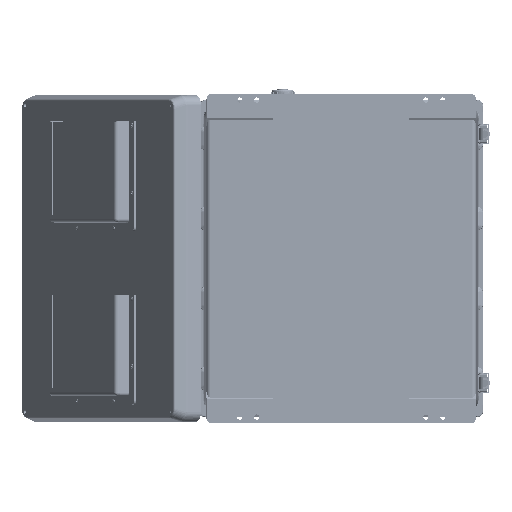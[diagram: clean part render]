
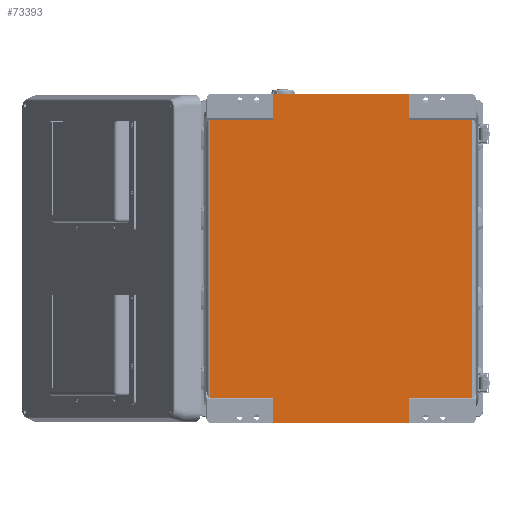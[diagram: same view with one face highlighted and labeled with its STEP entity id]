
A CAD part, front view. The second image highlights one B-rep face of the part: STEP entity #73393.
In plain terms, the highlighted planar face has unit normal (0, -1, 0).
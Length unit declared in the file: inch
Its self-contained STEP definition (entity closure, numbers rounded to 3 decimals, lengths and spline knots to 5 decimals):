
#1517 = DIRECTION ( 'NONE',  ( -1., 0., 0. ) ) ;
#2395 = CARTESIAN_POINT ( 'NONE',  ( 8.11811, 0.05906, 0. ) ) ;
#2415 = VECTOR ( 'NONE', #67561, 39.37008 ) ;
#4133 = LINE ( 'NONE', #97013, #2415 ) ;
#8153 = VERTEX_POINT ( 'NONE', #161505 ) ;
#10397 = LINE ( 'NONE', #170209, #53455 ) ;
#11120 = EDGE_CURVE ( 'NONE', #87663, #20462, #26259, .T. ) ;
#12154 = CARTESIAN_POINT ( 'NONE',  ( -4.03163, 0.05906, -20.34606 ) ) ;
#13363 = FACE_OUTER_BOUND ( 'NONE', #141750, .T. ) ;
#13750 = EDGE_CURVE ( 'NONE', #8153, #60393, #4133, .T. ) ;
#14271 = DIRECTION ( 'NONE',  ( 0., 0., 1. ) ) ;
#16798 = DIRECTION ( 'NONE',  ( 0., 0., -1. ) ) ;
#20462 = VERTEX_POINT ( 'NONE', #47971 ) ;
#24704 = LINE ( 'NONE', #130632, #158078 ) ;
#26259 = LINE ( 'NONE', #76594, #71110 ) ;
#27034 = VERTEX_POINT ( 'NONE', #125935 ) ;
#30713 = CARTESIAN_POINT ( 'NONE',  ( 4.03163, 0.05906, -20.34606 ) ) ;
#35781 = DIRECTION ( 'NONE',  ( 1., 0., 0. ) ) ;
#36008 = ORIENTED_EDGE ( 'NONE', *, *, #58392, .T. ) ;
#36639 = CARTESIAN_POINT ( 'NONE',  ( -8.11811, 0.05906, -1.51961 ) ) ;
#37267 = VERTEX_POINT ( 'NONE', #168128 ) ;
#37493 = ORIENTED_EDGE ( 'NONE', *, *, #11120, .F. ) ;
#39075 = DIRECTION ( 'NONE',  ( 0., 0., -1. ) ) ;
#39413 = CARTESIAN_POINT ( 'NONE',  ( 7.73754, 0.05906, -17.96858 ) ) ;
#40805 = EDGE_CURVE ( 'NONE', #60393, #110490, #147427, .T. ) ;
#43339 = VERTEX_POINT ( 'NONE', #77298 ) ;
#43464 = CARTESIAN_POINT ( 'NONE',  ( 4.03163, 0.05906, 0. ) ) ;
#43791 = EDGE_CURVE ( 'NONE', #119772, #104394, #51888, .T. ) ;
#43908 = VECTOR ( 'NONE', #16798, 39.37008 ) ;
#47703 = LINE ( 'NONE', #141496, #95986 ) ;
#47971 = CARTESIAN_POINT ( 'NONE',  ( -7.73754, 0.05906, -1.51961 ) ) ;
#49465 = DIRECTION ( 'NONE',  ( 0., 0., 1. ) ) ;
#51888 = LINE ( 'NONE', #132673, #63596 ) ;
#53455 = VECTOR ( 'NONE', #49465, 39.37008 ) ;
#53604 = ORIENTED_EDGE ( 'NONE', *, *, #43791, .F. ) ;
#54302 = ORIENTED_EDGE ( 'NONE', *, *, #154964, .T. ) ;
#55376 = ORIENTED_EDGE ( 'NONE', *, *, #120437, .F. ) ;
#55860 = CARTESIAN_POINT ( 'NONE',  ( 8.11811, 0.05906, -1.51961 ) ) ;
#58330 = CARTESIAN_POINT ( 'NONE',  ( -8.11811, 0.05906, -17.96858 ) ) ;
#58392 = EDGE_CURVE ( 'NONE', #43339, #104394, #117232, .T. ) ;
#60393 = VERTEX_POINT ( 'NONE', #43464 ) ;
#63596 = VECTOR ( 'NONE', #1517, 39.37008 ) ;
#65331 = DIRECTION ( 'NONE',  ( 0., 0., 1. ) ) ;
#65656 = ORIENTED_EDGE ( 'NONE', *, *, #13750, .T. ) ;
#67561 = DIRECTION ( 'NONE',  ( 0., 0., 1. ) ) ;
#69772 = VECTOR ( 'NONE', #85190, 39.37008 ) ;
#70982 = ORIENTED_EDGE ( 'NONE', *, *, #40805, .T. ) ;
#71110 = VECTOR ( 'NONE', #65331, 39.37008 ) ;
#73385 = VERTEX_POINT ( 'NONE', #39413 ) ;
#73393 = ADVANCED_FACE ( 'NONE', ( #13363 ), #147081, .F. ) ;
#73581 = EDGE_CURVE ( 'NONE', #20462, #85571, #90422, .T. ) ;
#73768 = DIRECTION ( 'NONE',  ( -1., 0., 0. ) ) ;
#74220 = ORIENTED_EDGE ( 'NONE', *, *, #144154, .T. ) ;
#76594 = CARTESIAN_POINT ( 'NONE',  ( -7.73754, 0.05906, -1.51961 ) ) ;
#77298 = CARTESIAN_POINT ( 'NONE',  ( -4.03163, 0.05906, -17.96858 ) ) ;
#81206 = ORIENTED_EDGE ( 'NONE', *, *, #73581, .F. ) ;
#81920 = DIRECTION ( 'NONE',  ( 0., 0., 1. ) ) ;
#85190 = DIRECTION ( 'NONE',  ( 1., 0., 0. ) ) ;
#85571 = VERTEX_POINT ( 'NONE', #149744 ) ;
#87663 = VERTEX_POINT ( 'NONE', #97210 ) ;
#89585 = VECTOR ( 'NONE', #39075, 39.37008 ) ;
#90422 = LINE ( 'NONE', #36639, #101303 ) ;
#93346 = VECTOR ( 'NONE', #145196, 39.37008 ) ;
#93646 = CARTESIAN_POINT ( 'NONE',  ( -4.03163, 0.05906, 0. ) ) ;
#94935 = DIRECTION ( 'NONE',  ( 0., 1., 0. ) ) ;
#95986 = VECTOR ( 'NONE', #73768, 39.37008 ) ;
#97013 = CARTESIAN_POINT ( 'NONE',  ( 4.03163, 0.05906, 0.85787 ) ) ;
#97210 = CARTESIAN_POINT ( 'NONE',  ( -7.73754, 0.05906, -17.96858 ) ) ;
#98558 = CARTESIAN_POINT ( 'NONE',  ( 8.11811, 0.05906, -1.51961 ) ) ;
#101303 = VECTOR ( 'NONE', #35781, 39.37008 ) ;
#102591 = ORIENTED_EDGE ( 'NONE', *, *, #168503, .T. ) ;
#104394 = VERTEX_POINT ( 'NONE', #127967 ) ;
#110490 = VERTEX_POINT ( 'NONE', #93646 ) ;
#113817 = LINE ( 'NONE', #58330, #69772 ) ;
#117232 = LINE ( 'NONE', #12154, #89585 ) ;
#119772 = VERTEX_POINT ( 'NONE', #123131 ) ;
#120437 = EDGE_CURVE ( 'NONE', #37267, #119772, #124425, .T. ) ;
#120967 = ORIENTED_EDGE ( 'NONE', *, *, #161393, .F. ) ;
#123131 = CARTESIAN_POINT ( 'NONE',  ( 4.03163, 0.05906, -19.48819 ) ) ;
#124425 = LINE ( 'NONE', #30713, #43908 ) ;
#124619 = LINE ( 'NONE', #98558, #126598 ) ;
#125935 = CARTESIAN_POINT ( 'NONE',  ( 7.73754, 0.05906, -1.51961 ) ) ;
#126598 = VECTOR ( 'NONE', #151551, 39.37008 ) ;
#127967 = CARTESIAN_POINT ( 'NONE',  ( -4.03163, 0.05906, -19.48819 ) ) ;
#130632 = CARTESIAN_POINT ( 'NONE',  ( 7.73754, 0.05906, -1.51961 ) ) ;
#132673 = CARTESIAN_POINT ( 'NONE',  ( 8.11811, 0.05906, -19.48819 ) ) ;
#133168 = EDGE_CURVE ( 'NONE', #85571, #110490, #10397, .T. ) ;
#141496 = CARTESIAN_POINT ( 'NONE',  ( 8.11811, 0.05906, -17.96858 ) ) ;
#141750 = EDGE_LOOP ( 'NONE', ( #37493, #54302, #36008, #53604, #55376, #120967, #74220, #102591, #65656, #70982, #162566, #81206 ) ) ;
#144154 = EDGE_CURVE ( 'NONE', #73385, #27034, #24704, .T. ) ;
#145196 = DIRECTION ( 'NONE',  ( -1., 0., 0. ) ) ;
#147081 = PLANE ( 'NONE',  #162392 ) ;
#147427 = LINE ( 'NONE', #2395, #93346 ) ;
#149744 = CARTESIAN_POINT ( 'NONE',  ( -4.03163, 0.05906, -1.51961 ) ) ;
#151551 = DIRECTION ( 'NONE',  ( -1., 0., 0. ) ) ;
#154964 = EDGE_CURVE ( 'NONE', #87663, #43339, #113817, .T. ) ;
#158078 = VECTOR ( 'NONE', #14271, 39.37008 ) ;
#161393 = EDGE_CURVE ( 'NONE', #73385, #37267, #47703, .T. ) ;
#161505 = CARTESIAN_POINT ( 'NONE',  ( 4.03163, 0.05906, -1.51961 ) ) ;
#162392 = AXIS2_PLACEMENT_3D ( 'NONE', #55860, #94935, #81920 ) ;
#162566 = ORIENTED_EDGE ( 'NONE', *, *, #133168, .F. ) ;
#168128 = CARTESIAN_POINT ( 'NONE',  ( 4.03163, 0.05906, -17.96858 ) ) ;
#168503 = EDGE_CURVE ( 'NONE', #27034, #8153, #124619, .T. ) ;
#170209 = CARTESIAN_POINT ( 'NONE',  ( -4.03163, 0.05906, 0.85787 ) ) ;
